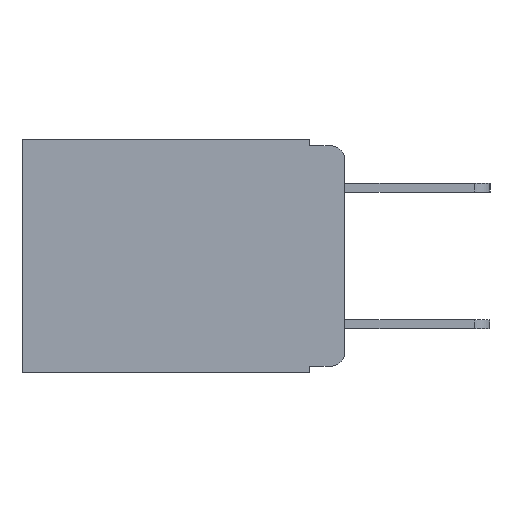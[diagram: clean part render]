
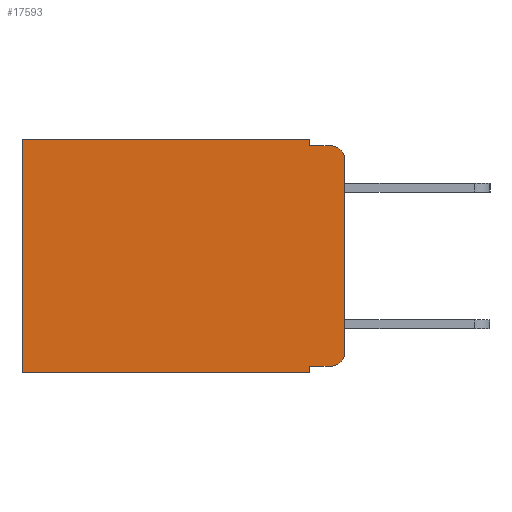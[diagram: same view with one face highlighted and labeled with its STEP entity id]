
A CAD part, left-side view. The second image highlights one B-rep face of the part: STEP entity #17593.
In plain terms, the highlighted planar face has unit normal (-1, 0, 0).
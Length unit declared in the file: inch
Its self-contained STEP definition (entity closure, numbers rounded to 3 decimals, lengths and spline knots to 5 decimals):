
#291 = VERTEX_POINT ( 'NONE', #1086 ) ;
#656 = VERTEX_POINT ( 'NONE', #18765 ) ;
#1043 = AXIS2_PLACEMENT_3D ( 'NONE', #14558, #7619, #9842 ) ;
#1086 = CARTESIAN_POINT ( 'NONE',  ( 0.298, 0.051, 0. ) ) ;
#1196 = CARTESIAN_POINT ( 'NONE',  ( 0.298, 0.473, -0.343 ) ) ;
#1682 = CARTESIAN_POINT ( 'NONE',  ( 0.298, 0.051, -0.01 ) ) ;
#1925 = LINE ( 'NONE', #10811, #13550 ) ;
#2453 = EDGE_LOOP ( 'NONE', ( #18435, #18452, #18484, #18509, #18616, #18630, #18756, #18808, #18926, #19063 ) ) ;
#2570 = LINE ( 'NONE', #3478, #10667 ) ;
#3028 = VECTOR ( 'NONE', #8559, 39.37008 ) ;
#3104 = CARTESIAN_POINT ( 'NONE',  ( 0.298, 0.02, -0.01 ) ) ;
#3364 = AXIS2_PLACEMENT_3D ( 'NONE', #10735, #10674, #10578 ) ;
#3478 = CARTESIAN_POINT ( 'NONE',  ( 0.298, 0., 0. ) ) ;
#4187 = VERTEX_POINT ( 'NONE', #1196 ) ;
#4298 = VERTEX_POINT ( 'NONE', #4597 ) ;
#4539 = CARTESIAN_POINT ( 'NONE',  ( 0.298, 0.051, -0.343 ) ) ;
#4597 = CARTESIAN_POINT ( 'NONE',  ( 0.298, 0.02, -0.333 ) ) ;
#4839 = VERTEX_POINT ( 'NONE', #9132 ) ;
#5044 = AXIS2_PLACEMENT_3D ( 'NONE', #17779, #9276, #18982 ) ;
#5334 = CARTESIAN_POINT ( 'NONE',  ( 0.298, 0., -0.03 ) ) ;
#5384 = VECTOR ( 'NONE', #17184, 39.37008 ) ;
#5872 = LINE ( 'NONE', #6623, #18761 ) ;
#6382 = VECTOR ( 'NONE', #7288, 39.37008 ) ;
#6623 = CARTESIAN_POINT ( 'NONE',  ( 0.298, 0.473, 0. ) ) ;
#6863 = CARTESIAN_POINT ( 'NONE',  ( 0.298, 0., 0. ) ) ;
#7016 = EDGE_CURVE ( 'NONE', #291, #4839, #2570, .T. ) ;
#7288 = DIRECTION ( 'NONE',  ( 0., -1., 0. ) ) ;
#7520 = VERTEX_POINT ( 'NONE', #4539 ) ;
#7578 = PLANE ( 'NONE',  #5044 ) ;
#7619 = DIRECTION ( 'NONE',  ( -1., 0., 0. ) ) ;
#8257 = DIRECTION ( 'NONE',  ( 0., 0., -1. ) ) ;
#8445 = EDGE_CURVE ( 'NONE', #7520, #4187, #16032, .T. ) ;
#8559 = DIRECTION ( 'NONE',  ( 0., 0., -1. ) ) ;
#8660 = EDGE_CURVE ( 'NONE', #14931, #18851, #15821, .T. ) ;
#8692 = EDGE_CURVE ( 'NONE', #14931, #12770, #14501, .T. ) ;
#8693 = EDGE_CURVE ( 'NONE', #12376, #12770, #18025, .T. ) ;
#8695 = EDGE_CURVE ( 'NONE', #291, #12376, #11504, .T. ) ;
#8717 = EDGE_CURVE ( 'NONE', #4839, #4187, #5872, .T. ) ;
#8718 = EDGE_CURVE ( 'NONE', #656, #7520, #1925, .T. ) ;
#8721 = EDGE_CURVE ( 'NONE', #656, #4298, #17238, .T. ) ;
#8754 = EDGE_CURVE ( 'NONE', #4298, #18851, #16829, .T. ) ;
#8789 = DIRECTION ( 'NONE',  ( 0., 1., 0. ) ) ;
#9132 = CARTESIAN_POINT ( 'NONE',  ( 0.298, 0.473, 0. ) ) ;
#9276 = DIRECTION ( 'NONE',  ( 1., 0., 0. ) ) ;
#9842 = DIRECTION ( 'NONE',  ( 0., 0., -1. ) ) ;
#10493 = DIRECTION ( 'NONE',  ( 0., 0., -1. ) ) ;
#10578 = DIRECTION ( 'NONE',  ( 0., 0., -1. ) ) ;
#10667 = VECTOR ( 'NONE', #8789, 39.37008 ) ;
#10674 = DIRECTION ( 'NONE',  ( -1., 0., 0. ) ) ;
#10735 = CARTESIAN_POINT ( 'NONE',  ( 0.298, 0.02, -0.03 ) ) ;
#10759 = CARTESIAN_POINT ( 'NONE',  ( 0.298, 0.051, 0. ) ) ;
#10811 = CARTESIAN_POINT ( 'NONE',  ( 0.298, 0.051, 0. ) ) ;
#11485 = CARTESIAN_POINT ( 'NONE',  ( 0.298, 0., -0.343 ) ) ;
#11504 = LINE ( 'NONE', #10759, #17621 ) ;
#11614 = DIRECTION ( 'NONE',  ( 0., 1., 0. ) ) ;
#12376 = VERTEX_POINT ( 'NONE', #13059 ) ;
#12646 = VECTOR ( 'NONE', #11614, 39.37008 ) ;
#12770 = VERTEX_POINT ( 'NONE', #3104 ) ;
#13059 = CARTESIAN_POINT ( 'NONE',  ( 0.298, 0.051, -0.01 ) ) ;
#13550 = VECTOR ( 'NONE', #18525, 39.37008 ) ;
#14501 = CIRCLE ( 'NONE', #3364, 0.02 ) ;
#14558 = CARTESIAN_POINT ( 'NONE',  ( 0.298, 0.02, -0.313 ) ) ;
#14931 = VERTEX_POINT ( 'NONE', #5334 ) ;
#15821 = LINE ( 'NONE', #6863, #3028 ) ;
#16032 = LINE ( 'NONE', #11485, #12646 ) ;
#16829 = CIRCLE ( 'NONE', #1043, 0.02 ) ;
#17184 = DIRECTION ( 'NONE',  ( 0., -1., 0. ) ) ;
#17238 = LINE ( 'NONE', #18563, #5384 ) ;
#17593 = ADVANCED_FACE ( 'NONE', ( #18754 ), #7578, .F. ) ;
#17621 = VECTOR ( 'NONE', #10493, 39.37008 ) ;
#17779 = CARTESIAN_POINT ( 'NONE',  ( 0.298, 0., 0. ) ) ;
#18025 = LINE ( 'NONE', #1682, #6382 ) ;
#18435 = ORIENTED_EDGE ( 'NONE', *, *, #8660, .F. ) ;
#18452 = ORIENTED_EDGE ( 'NONE', *, *, #8692, .T. ) ;
#18470 = CARTESIAN_POINT ( 'NONE',  ( 0.298, 0., -0.313 ) ) ;
#18484 = ORIENTED_EDGE ( 'NONE', *, *, #8693, .F. ) ;
#18509 = ORIENTED_EDGE ( 'NONE', *, *, #8695, .F. ) ;
#18525 = DIRECTION ( 'NONE',  ( 0., 0., -1. ) ) ;
#18563 = CARTESIAN_POINT ( 'NONE',  ( 0.298, 0.051, -0.333 ) ) ;
#18616 = ORIENTED_EDGE ( 'NONE', *, *, #7016, .T. ) ;
#18630 = ORIENTED_EDGE ( 'NONE', *, *, #8717, .T. ) ;
#18754 = FACE_OUTER_BOUND ( 'NONE', #2453, .T. ) ;
#18756 = ORIENTED_EDGE ( 'NONE', *, *, #8445, .F. ) ;
#18761 = VECTOR ( 'NONE', #8257, 39.37008 ) ;
#18765 = CARTESIAN_POINT ( 'NONE',  ( 0.298, 0.051, -0.333 ) ) ;
#18808 = ORIENTED_EDGE ( 'NONE', *, *, #8718, .F. ) ;
#18851 = VERTEX_POINT ( 'NONE', #18470 ) ;
#18926 = ORIENTED_EDGE ( 'NONE', *, *, #8721, .T. ) ;
#18982 = DIRECTION ( 'NONE',  ( 0., 0., -1. ) ) ;
#19063 = ORIENTED_EDGE ( 'NONE', *, *, #8754, .T. ) ;
